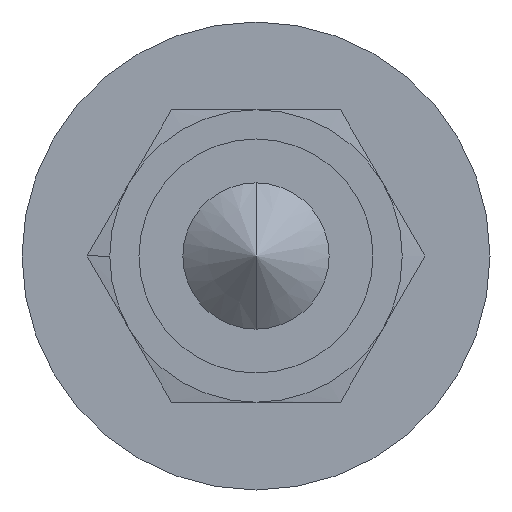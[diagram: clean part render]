
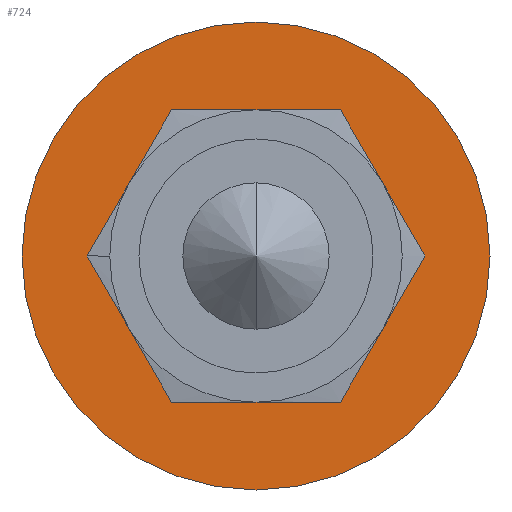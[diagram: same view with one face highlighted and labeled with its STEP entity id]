
A CAD part, front view. The second image highlights one B-rep face of the part: STEP entity #724.
In plain terms, the highlighted face is planar.
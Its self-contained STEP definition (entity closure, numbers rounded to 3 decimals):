
#80 = DIRECTION ( 'NONE',  ( 1., 0., 0. ) ) ;
#88 = DIRECTION ( 'NONE',  ( 0., 0., 1. ) ) ;
#111 = CIRCLE ( 'NONE', #1778, 8. ) ;
#128 = PLANE ( 'NONE',  #3825 ) ;
#145 = VERTEX_POINT ( 'NONE', #1371 ) ;
#218 = CARTESIAN_POINT ( 'NONE',  ( 0., 0., 1.05 ) ) ;
#438 = CIRCLE ( 'NONE', #3565, 8. ) ;
#452 = CARTESIAN_POINT ( 'NONE',  ( -4.1, 0., 1.05 ) ) ;
#492 = VERTEX_POINT ( 'NONE', #452 ) ;
#504 = AXIS2_PLACEMENT_3D ( 'NONE', #1432, #1477, #1560 ) ;
#598 = EDGE_LOOP ( 'NONE', ( #1719, #1906 ) ) ;
#724 = ADVANCED_FACE ( 'NONE', ( #3222, #2072 ), #128, .T. ) ;
#918 = VERTEX_POINT ( 'NONE', #3481 ) ;
#977 = DIRECTION ( 'NONE',  ( 1., 0., 0. ) ) ;
#981 = DIRECTION ( 'NONE',  ( 0., 0., 1. ) ) ;
#1005 = CARTESIAN_POINT ( 'NONE',  ( 0., 0., 1.05 ) ) ;
#1145 = EDGE_CURVE ( 'NONE', #492, #918, #2038, .T. ) ;
#1294 = EDGE_CURVE ( 'NONE', #918, #492, #3147, .T. ) ;
#1371 = CARTESIAN_POINT ( 'NONE',  ( 8., 0., 1.05 ) ) ;
#1397 = EDGE_LOOP ( 'NONE', ( #3659, #3911 ) ) ;
#1432 = CARTESIAN_POINT ( 'NONE',  ( 0., 0., 1.05 ) ) ;
#1477 = DIRECTION ( 'NONE',  ( 0., 0., 1. ) ) ;
#1522 = VERTEX_POINT ( 'NONE', #3922 ) ;
#1560 = DIRECTION ( 'NONE',  ( 1., 0., 0. ) ) ;
#1599 = AXIS2_PLACEMENT_3D ( 'NONE', #1005, #981, #977 ) ;
#1719 = ORIENTED_EDGE ( 'NONE', *, *, #1145, .F. ) ;
#1778 = AXIS2_PLACEMENT_3D ( 'NONE', #2797, #2791, #2790 ) ;
#1906 = ORIENTED_EDGE ( 'NONE', *, *, #1294, .F. ) ;
#2038 = CIRCLE ( 'NONE', #504, 4.1 ) ;
#2072 = FACE_BOUND ( 'NONE', #598, .T. ) ;
#2116 = EDGE_CURVE ( 'NONE', #145, #1522, #111, .T. ) ;
#2278 = EDGE_CURVE ( 'NONE', #1522, #145, #438, .T. ) ;
#2648 = DIRECTION ( 'NONE',  ( 1., 0., 0. ) ) ;
#2652 = DIRECTION ( 'NONE',  ( 0., 0., 1. ) ) ;
#2653 = CARTESIAN_POINT ( 'NONE',  ( 0., 0., 1.05 ) ) ;
#2790 = DIRECTION ( 'NONE',  ( 1., 0., 0. ) ) ;
#2791 = DIRECTION ( 'NONE',  ( 0., 0., 1. ) ) ;
#2797 = CARTESIAN_POINT ( 'NONE',  ( 0., 0., 1.05 ) ) ;
#3147 = CIRCLE ( 'NONE', #1599, 4.1 ) ;
#3222 = FACE_OUTER_BOUND ( 'NONE', #1397, .T. ) ;
#3481 = CARTESIAN_POINT ( 'NONE',  ( 4.1, 0., 1.05 ) ) ;
#3565 = AXIS2_PLACEMENT_3D ( 'NONE', #2653, #2652, #2648 ) ;
#3659 = ORIENTED_EDGE ( 'NONE', *, *, #2278, .T. ) ;
#3825 = AXIS2_PLACEMENT_3D ( 'NONE', #218, #88, #80 ) ;
#3911 = ORIENTED_EDGE ( 'NONE', *, *, #2116, .T. ) ;
#3922 = CARTESIAN_POINT ( 'NONE',  ( -8., 0., 1.05 ) ) ;
